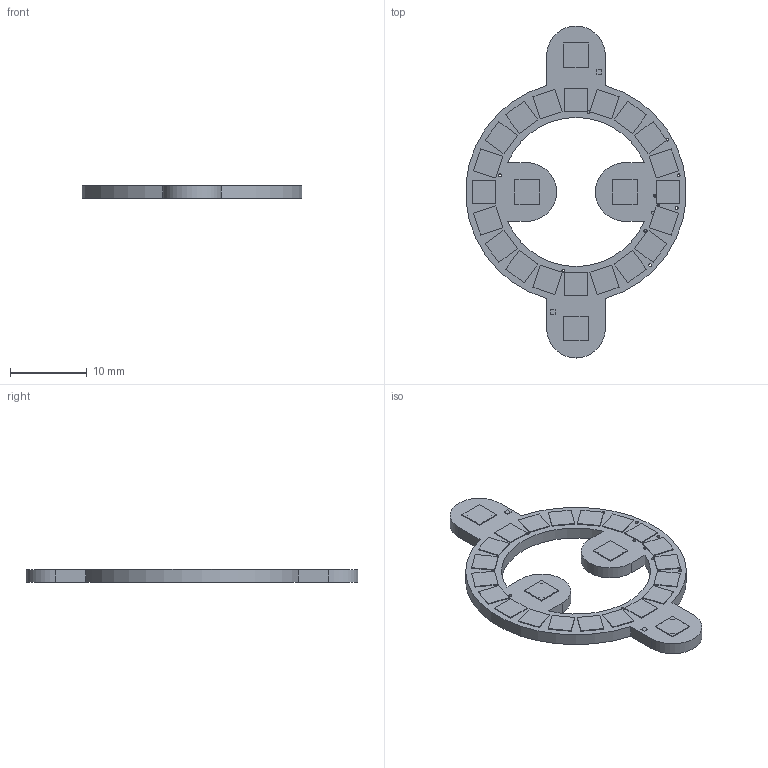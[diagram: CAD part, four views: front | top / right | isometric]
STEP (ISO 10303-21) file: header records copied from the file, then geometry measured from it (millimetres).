
FILE_DESCRIPTION(/* description */ (''),/* implementation_level */ '2;1');
FILE_NAME(/* name */ '250641c3-8823-4ffa-8894-77d50ef1e2eb.stp',/* time_stamp */ '2022-04-17T12:39:12+00:00',/* author */ (''),/* organization */ (''),/* preprocessor_version */ 'ST-DEVELOPER v18.1',/* originating_system */ 'Autodesk Translation Framework v10.14.0.1471',/* authorisation */ '');
FILE_SCHEMA (('AUTOMOTIVE_DESIGN { 1 0 10303 214 3 1 1 }'));
Length unit declared in the file: millimetre
Products named in the file (22): 250641c3-8823-4ffa-8894-77d50ef1e2eb; PCB Component; Board; APA102-2020; SOLDER_PAD_2; 20_APA102_LED#S6; 5V6; G4; DO3; CO1; CI6; DI4; STANDOFF_ELECTRICAL-NOTHERMALS; DNP; SFE_LOGO_NAME.1_INCH; OSHW-LOGOS; 20; 71; 122; 173; FIDUCIALUFIDUCIAL; #4966
Assembly tree (48 placements, depth 3):
  250641c3-8823-4ffa-8894-77d50ef1e2eb
    PCB Component
      Board
      APA102-2020  x20
      SOLDER_PAD_2  x3
      20_APA102_LED#S6
      5V6
      G4
      DO3
      CO1
      CI6
      DI4
      STANDOFF_ELECTRICAL-NOTHERMALS  x4
      DNP
      SFE_LOGO_NAME.1_INCH
      OSHW-LOGOS
      20
      71
      122
      173
      FIDUCIALUFIDUCIAL  x4
      #4966
Bounding box: 28.61 x 43.18 x 1.77 mm (x, y, z)
Volume: 837.1 mm3; surface area: 2114.3 mm2
Topology: 47 solids, 47 shells, 309 faces, 645 edges, 430 vertices
Faces by surface type: plane 286, cylinder 23
Full cylindrical faces by diameter (mm): 0.381 x11, 3.2 x4
Entity records: 4992 total; most frequent: DIRECTION 801, CARTESIAN_POINT 752, ORIENTED_EDGE 642, EDGE_CURVE 321, LINE 275, VECTOR 275, AXIS2_PLACEMENT_3D 263, VERTEX_POINT 214
